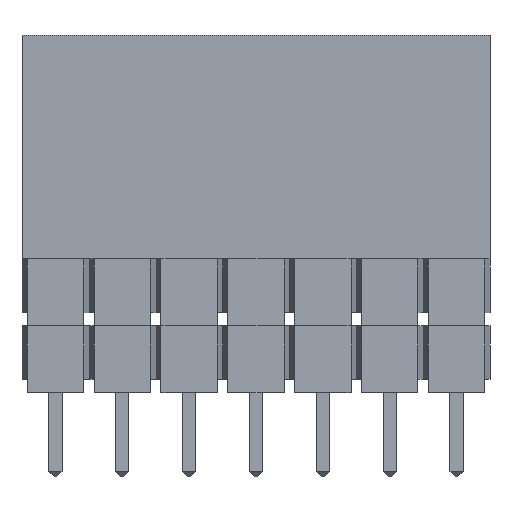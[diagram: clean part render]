
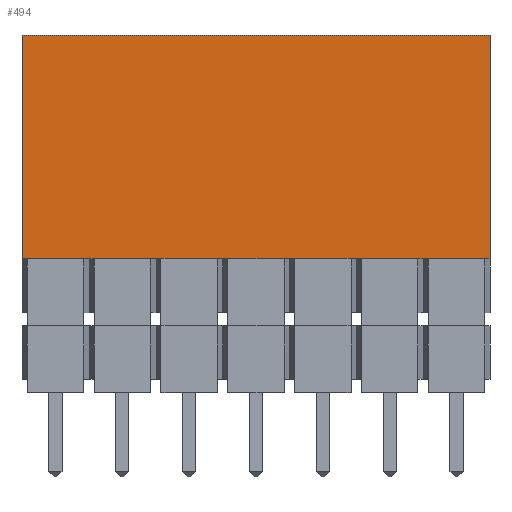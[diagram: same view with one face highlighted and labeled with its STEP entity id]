
A CAD part, front view. The second image highlights one B-rep face of the part: STEP entity #494.
In plain terms, the highlighted planar face has unit normal (0, -1, 0).
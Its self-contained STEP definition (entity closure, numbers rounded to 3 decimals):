
#22 = VERTEX_POINT('',#23);
#23 = CARTESIAN_POINT('',(-1.27,-1.27,13.58));
#31 = EDGE_CURVE('',#22,#32,#34,.T.);
#32 = VERTEX_POINT('',#33);
#33 = CARTESIAN_POINT('',(16.51,-1.27,13.58));
#34 = LINE('',#35,#36);
#35 = CARTESIAN_POINT('',(-1.27,-1.27,13.58));
#36 = VECTOR('',#37,1.);
#37 = DIRECTION('',(1.,0.,0.));
#300 = EDGE_CURVE('',#301,#22,#303,.T.);
#301 = VERTEX_POINT('',#302);
#302 = CARTESIAN_POINT('',(-1.27,-1.27,5.08));
#303 = LINE('',#304,#305);
#304 = CARTESIAN_POINT('',(-1.27,-1.27,5.08));
#305 = VECTOR('',#306,1.);
#306 = DIRECTION('',(0.,0.,1.));
#494 = ADVANCED_FACE('',(#495),#625,.F.);
#495 = FACE_BOUND('',#496,.F.);
#496 = EDGE_LOOP('',(#497,#505,#506,#507,#515,#523,#531,#539,#547,#555,
    #563,#571,#579,#587,#595,#603,#611,#619));
#497 = ORIENTED_EDGE('',*,*,#498,.F.);
#498 = EDGE_CURVE('',#301,#499,#501,.T.);
#499 = VERTEX_POINT('',#500);
#500 = CARTESIAN_POINT('',(-1.07,-1.27,5.08));
#501 = LINE('',#502,#503);
#502 = CARTESIAN_POINT('',(-1.27,-1.27,5.08));
#503 = VECTOR('',#504,1.);
#504 = DIRECTION('',(1.,0.,0.));
#505 = ORIENTED_EDGE('',*,*,#300,.T.);
#506 = ORIENTED_EDGE('',*,*,#31,.T.);
#507 = ORIENTED_EDGE('',*,*,#508,.F.);
#508 = EDGE_CURVE('',#509,#32,#511,.T.);
#509 = VERTEX_POINT('',#510);
#510 = CARTESIAN_POINT('',(16.51,-1.27,5.08));
#511 = LINE('',#512,#513);
#512 = CARTESIAN_POINT('',(16.51,-1.27,5.08));
#513 = VECTOR('',#514,1.);
#514 = DIRECTION('',(0.,0.,1.));
#515 = ORIENTED_EDGE('',*,*,#516,.F.);
#516 = EDGE_CURVE('',#517,#509,#519,.T.);
#517 = VERTEX_POINT('',#518);
#518 = CARTESIAN_POINT('',(16.31,-1.27,5.08));
#519 = LINE('',#520,#521);
#520 = CARTESIAN_POINT('',(-1.27,-1.27,5.08));
#521 = VECTOR('',#522,1.);
#522 = DIRECTION('',(1.,0.,0.));
#523 = ORIENTED_EDGE('',*,*,#524,.F.);
#524 = EDGE_CURVE('',#525,#517,#527,.T.);
#525 = VERTEX_POINT('',#526);
#526 = CARTESIAN_POINT('',(14.17,-1.27,5.08));
#527 = LINE('',#528,#529);
#528 = CARTESIAN_POINT('',(13.97,-1.27,5.08));
#529 = VECTOR('',#530,1.);
#530 = DIRECTION('',(1.,0.,0.));
#531 = ORIENTED_EDGE('',*,*,#532,.F.);
#532 = EDGE_CURVE('',#533,#525,#535,.T.);
#533 = VERTEX_POINT('',#534);
#534 = CARTESIAN_POINT('',(13.77,-1.27,5.08));
#535 = LINE('',#536,#537);
#536 = CARTESIAN_POINT('',(-1.27,-1.27,5.08));
#537 = VECTOR('',#538,1.);
#538 = DIRECTION('',(1.,0.,0.));
#539 = ORIENTED_EDGE('',*,*,#540,.F.);
#540 = EDGE_CURVE('',#541,#533,#543,.T.);
#541 = VERTEX_POINT('',#542);
#542 = CARTESIAN_POINT('',(11.63,-1.27,5.08));
#543 = LINE('',#544,#545);
#544 = CARTESIAN_POINT('',(11.43,-1.27,5.08));
#545 = VECTOR('',#546,1.);
#546 = DIRECTION('',(1.,0.,0.));
#547 = ORIENTED_EDGE('',*,*,#548,.F.);
#548 = EDGE_CURVE('',#549,#541,#551,.T.);
#549 = VERTEX_POINT('',#550);
#550 = CARTESIAN_POINT('',(11.23,-1.27,5.08));
#551 = LINE('',#552,#553);
#552 = CARTESIAN_POINT('',(-1.27,-1.27,5.08));
#553 = VECTOR('',#554,1.);
#554 = DIRECTION('',(1.,0.,0.));
#555 = ORIENTED_EDGE('',*,*,#556,.F.);
#556 = EDGE_CURVE('',#557,#549,#559,.T.);
#557 = VERTEX_POINT('',#558);
#558 = CARTESIAN_POINT('',(9.09,-1.27,5.08));
#559 = LINE('',#560,#561);
#560 = CARTESIAN_POINT('',(8.89,-1.27,5.08));
#561 = VECTOR('',#562,1.);
#562 = DIRECTION('',(1.,0.,0.));
#563 = ORIENTED_EDGE('',*,*,#564,.F.);
#564 = EDGE_CURVE('',#565,#557,#567,.T.);
#565 = VERTEX_POINT('',#566);
#566 = CARTESIAN_POINT('',(8.69,-1.27,5.08));
#567 = LINE('',#568,#569);
#568 = CARTESIAN_POINT('',(-1.27,-1.27,5.08));
#569 = VECTOR('',#570,1.);
#570 = DIRECTION('',(1.,0.,0.));
#571 = ORIENTED_EDGE('',*,*,#572,.F.);
#572 = EDGE_CURVE('',#573,#565,#575,.T.);
#573 = VERTEX_POINT('',#574);
#574 = CARTESIAN_POINT('',(6.55,-1.27,5.08));
#575 = LINE('',#576,#577);
#576 = CARTESIAN_POINT('',(6.35,-1.27,5.08));
#577 = VECTOR('',#578,1.);
#578 = DIRECTION('',(1.,0.,0.));
#579 = ORIENTED_EDGE('',*,*,#580,.F.);
#580 = EDGE_CURVE('',#581,#573,#583,.T.);
#581 = VERTEX_POINT('',#582);
#582 = CARTESIAN_POINT('',(6.15,-1.27,5.08));
#583 = LINE('',#584,#585);
#584 = CARTESIAN_POINT('',(-1.27,-1.27,5.08));
#585 = VECTOR('',#586,1.);
#586 = DIRECTION('',(1.,0.,0.));
#587 = ORIENTED_EDGE('',*,*,#588,.F.);
#588 = EDGE_CURVE('',#589,#581,#591,.T.);
#589 = VERTEX_POINT('',#590);
#590 = CARTESIAN_POINT('',(4.01,-1.27,5.08));
#591 = LINE('',#592,#593);
#592 = CARTESIAN_POINT('',(3.81,-1.27,5.08));
#593 = VECTOR('',#594,1.);
#594 = DIRECTION('',(1.,0.,0.));
#595 = ORIENTED_EDGE('',*,*,#596,.F.);
#596 = EDGE_CURVE('',#597,#589,#599,.T.);
#597 = VERTEX_POINT('',#598);
#598 = CARTESIAN_POINT('',(3.61,-1.27,5.08));
#599 = LINE('',#600,#601);
#600 = CARTESIAN_POINT('',(-1.27,-1.27,5.08));
#601 = VECTOR('',#602,1.);
#602 = DIRECTION('',(1.,0.,0.));
#603 = ORIENTED_EDGE('',*,*,#604,.F.);
#604 = EDGE_CURVE('',#605,#597,#607,.T.);
#605 = VERTEX_POINT('',#606);
#606 = CARTESIAN_POINT('',(1.47,-1.27,5.08));
#607 = LINE('',#608,#609);
#608 = CARTESIAN_POINT('',(1.27,-1.27,5.08));
#609 = VECTOR('',#610,1.);
#610 = DIRECTION('',(1.,0.,0.));
#611 = ORIENTED_EDGE('',*,*,#612,.F.);
#612 = EDGE_CURVE('',#613,#605,#615,.T.);
#613 = VERTEX_POINT('',#614);
#614 = CARTESIAN_POINT('',(1.07,-1.27,5.08));
#615 = LINE('',#616,#617);
#616 = CARTESIAN_POINT('',(-1.27,-1.27,5.08));
#617 = VECTOR('',#618,1.);
#618 = DIRECTION('',(1.,0.,0.));
#619 = ORIENTED_EDGE('',*,*,#620,.F.);
#620 = EDGE_CURVE('',#499,#613,#621,.T.);
#621 = LINE('',#622,#623);
#622 = CARTESIAN_POINT('',(-1.27,-1.27,5.08));
#623 = VECTOR('',#624,1.);
#624 = DIRECTION('',(1.,0.,0.));
#625 = PLANE('',#626);
#626 = AXIS2_PLACEMENT_3D('',#627,#628,#629);
#627 = CARTESIAN_POINT('',(-1.27,-1.27,5.08));
#628 = DIRECTION('',(0.,1.,0.));
#629 = DIRECTION('',(0.,0.,1.));
